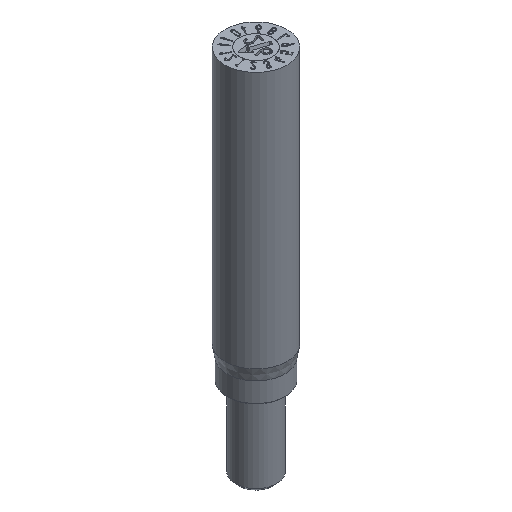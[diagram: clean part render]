
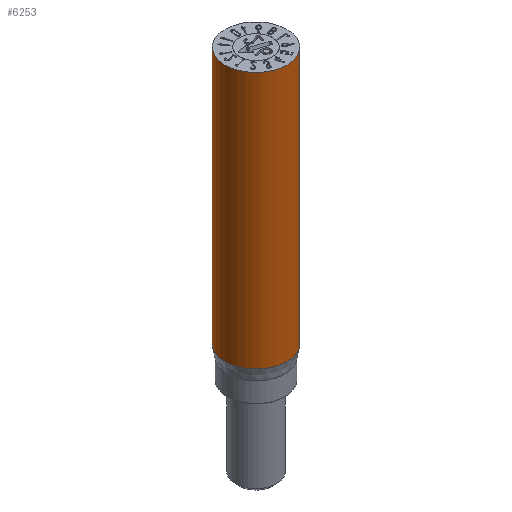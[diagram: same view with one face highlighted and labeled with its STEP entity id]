
A CAD part, isometric view. The second image highlights one B-rep face of the part: STEP entity #6253.
In plain terms, the highlighted cylindrical face has radius 1.5 mm (diameter 3 mm), a full revolution.
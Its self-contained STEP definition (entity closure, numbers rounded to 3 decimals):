
#52=CYLINDRICAL_SURFACE('',#6507,1.5);
#56=CIRCLE('',#6477,1.5);
#70=CIRCLE('',#6505,1.5);
#71=CIRCLE('',#6506,1.5);
#516=FACE_OUTER_BOUND('',#884,.T.);
#884=EDGE_LOOP('',(#5441,#5442,#5443,#5444,#5445));
#1350=LINE('',#11384,#1834);
#1834=VECTOR('',#7202,1.5);
#2839=VERTEX_POINT('',#11329);
#2853=VERTEX_POINT('',#11378);
#2854=VERTEX_POINT('',#11379);
#3712=EDGE_CURVE('',#2839,#2839,#56,.T.);
#3733=EDGE_CURVE('',#2853,#2854,#70,.T.);
#3734=EDGE_CURVE('',#2854,#2853,#71,.T.);
#3736=EDGE_CURVE('',#2839,#2853,#1350,.T.);
#5441=ORIENTED_EDGE('',*,*,#3712,.T.);
#5442=ORIENTED_EDGE('',*,*,#3736,.T.);
#5443=ORIENTED_EDGE('',*,*,#3733,.T.);
#5444=ORIENTED_EDGE('',*,*,#3734,.T.);
#5445=ORIENTED_EDGE('',*,*,#3736,.F.);
#6253=ADVANCED_FACE('',(#516),#52,.T.);
#6477=AXIS2_PLACEMENT_3D('',#11330,#7132,#7133);
#6505=AXIS2_PLACEMENT_3D('',#11380,#7195,#7196);
#6506=AXIS2_PLACEMENT_3D('',#11381,#7197,#7198);
#6507=AXIS2_PLACEMENT_3D('',#11383,#7200,#7201);
#7132=DIRECTION('center_axis',(0.,0.,-1.));
#7133=DIRECTION('ref_axis',(-1.,0.,0.));
#7195=DIRECTION('center_axis',(0.,0.,1.));
#7196=DIRECTION('ref_axis',(-1.,0.,0.));
#7197=DIRECTION('center_axis',(0.,0.,1.));
#7198=DIRECTION('ref_axis',(-1.,0.,0.));
#7200=DIRECTION('center_axis',(0.,0.,1.));
#7201=DIRECTION('ref_axis',(-1.,0.,0.));
#7202=DIRECTION('',(0.,0.,-1.));
#11329=CARTESIAN_POINT('',(1.5,0.,14.));
#11330=CARTESIAN_POINT('Origin',(0.,0.,14.));
#11378=CARTESIAN_POINT('',(1.5,0.,1.567));
#11379=CARTESIAN_POINT('',(-1.5,0.,1.567));
#11380=CARTESIAN_POINT('Origin',(0.,0.,1.567));
#11381=CARTESIAN_POINT('Origin',(0.,0.,1.567));
#11383=CARTESIAN_POINT('Origin',(0.,0.,0.));
#11384=CARTESIAN_POINT('',(1.5,0.,0.));
